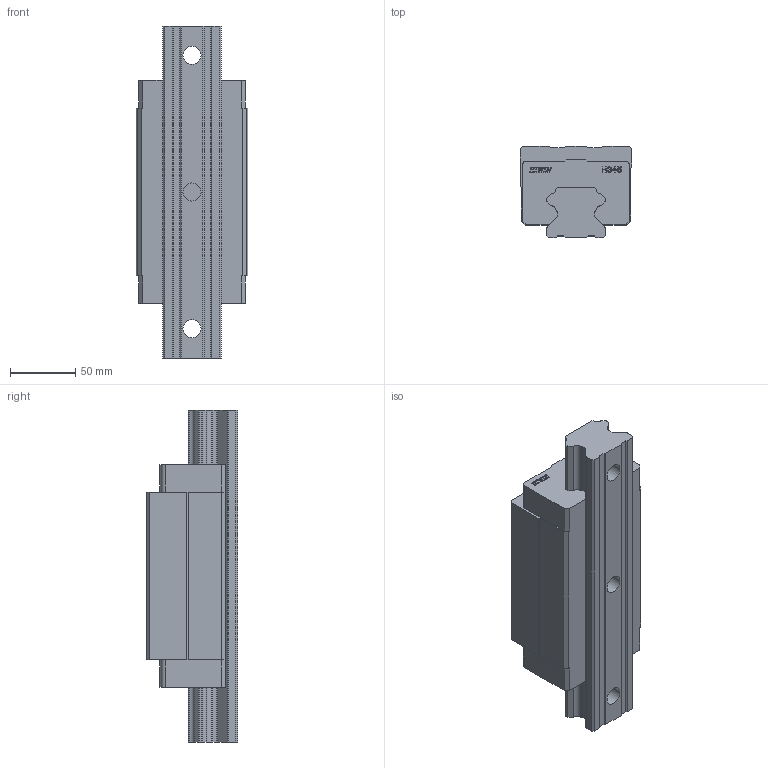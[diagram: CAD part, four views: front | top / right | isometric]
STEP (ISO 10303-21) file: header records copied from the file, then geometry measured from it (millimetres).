
FILE_DESCRIPTION((''),'2;1');
FILE_NAME('HGH45_ASM','2006-08-23T',('lansro'),(''),'PRO/ENGINEER BY PARAMETRIC TECHNOLOGY CORPORATION, 2004360','PRO/ENGINEER BY PARAMETRIC TECHNOLOGY CORPORATION, 2004360','');
FILE_SCHEMA(('CONFIG_CONTROL_DESIGN'));
Length unit declared in the file: millimetre
Products named in the file (3): HGH45; HGR45; HGH45_ASM
Assembly tree (2 placements, depth 2):
  HGH45_ASM
    HGH45
    HGR45
Bounding box: 86 x 70 x 255 mm (x, y, z)
Volume: 985083.8 mm3; surface area: 121065.4 mm2
Topology: 2 solids, 2 shells, 396 faces, 1125 edges, 750 vertices
Faces by surface type: plane 286, extrusion 60, cylinder 50
Entity records: 13100 total; most frequent: CARTESIAN_POINT 2822, ORIENTED_EDGE 2250, DIRECTION 1847, EDGE_CURVE 1125, VECTOR 965, LINE 905, VERTEX_POINT 750, AXIS2_PLACEMENT_3D 441
